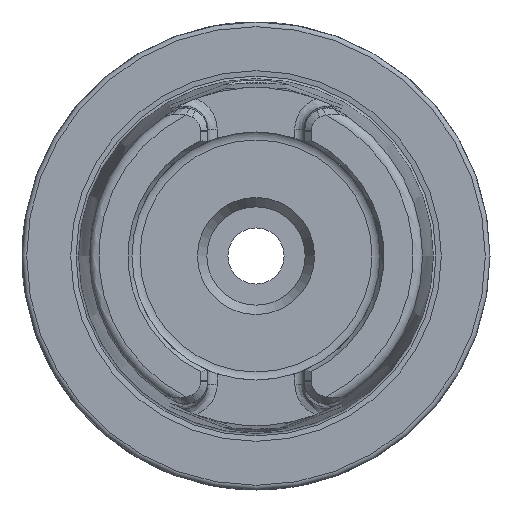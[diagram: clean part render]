
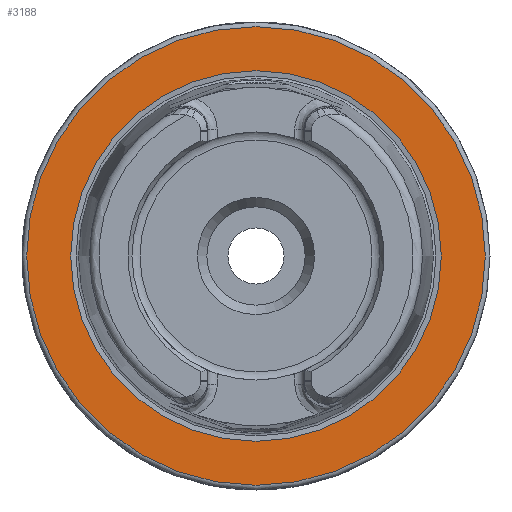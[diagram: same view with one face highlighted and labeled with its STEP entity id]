
A CAD part, left-side view. The second image highlights one B-rep face of the part: STEP entity #3188.
In plain terms, the highlighted planar face has unit normal (-1, 0, 0).
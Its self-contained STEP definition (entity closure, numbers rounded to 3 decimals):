
#130=FACE_BOUND('',#1023,.T.);
#321=PLANE('',#3494);
#838=FACE_OUTER_BOUND('',#1022,.T.);
#1022=EDGE_LOOP('',(#2969,#2970));
#1023=EDGE_LOOP('',(#2971,#2972));
#1184=CIRCLE('',#3492,39.587);
#1185=CIRCLE('',#3493,39.587);
#1186=CIRCLE('',#3495,49.);
#1187=CIRCLE('',#3496,49.);
#1517=VERTEX_POINT('',#8732);
#1518=VERTEX_POINT('',#8734);
#1519=VERTEX_POINT('',#8738);
#1520=VERTEX_POINT('',#8739);
#2005=EDGE_CURVE('',#1518,#1517,#1184,.T.);
#2006=EDGE_CURVE('',#1517,#1518,#1185,.T.);
#2007=EDGE_CURVE('',#1519,#1520,#1186,.T.);
#2008=EDGE_CURVE('',#1520,#1519,#1187,.T.);
#2969=ORIENTED_EDGE('',*,*,#2007,.F.);
#2970=ORIENTED_EDGE('',*,*,#2008,.F.);
#2971=ORIENTED_EDGE('',*,*,#2005,.T.);
#2972=ORIENTED_EDGE('',*,*,#2006,.T.);
#3188=ADVANCED_FACE('',(#838,#130),#321,.T.);
#3492=AXIS2_PLACEMENT_3D('',#8735,#4230,#4231);
#3493=AXIS2_PLACEMENT_3D('',#8736,#4232,#4233);
#3494=AXIS2_PLACEMENT_3D('',#8737,#4234,#4235);
#3495=AXIS2_PLACEMENT_3D('',#8740,#4236,#4237);
#3496=AXIS2_PLACEMENT_3D('',#8741,#4238,#4239);
#4230=DIRECTION('center_axis',(1.,0.,0.));
#4231=DIRECTION('ref_axis',(0.,0.,-1.));
#4232=DIRECTION('center_axis',(1.,0.,0.));
#4233=DIRECTION('ref_axis',(0.,0.,-1.));
#4234=DIRECTION('center_axis',(-1.,0.,0.));
#4235=DIRECTION('ref_axis',(0.,0.,1.));
#4236=DIRECTION('center_axis',(1.,0.,0.));
#4237=DIRECTION('ref_axis',(0.,0.,-1.));
#4238=DIRECTION('center_axis',(1.,0.,0.));
#4239=DIRECTION('ref_axis',(0.,0.,-1.));
#8732=CARTESIAN_POINT('',(0.,-39.587,0.));
#8734=CARTESIAN_POINT('',(0.,39.587,0.));
#8735=CARTESIAN_POINT('Origin',(0.,0.,0.));
#8736=CARTESIAN_POINT('Origin',(0.,0.,0.));
#8737=CARTESIAN_POINT('Origin',(0.,49.,
0.));
#8738=CARTESIAN_POINT('',(0.,49.,0.));
#8739=CARTESIAN_POINT('',(0.,0.,49.));
#8740=CARTESIAN_POINT('Origin',(0.,0.,0.));
#8741=CARTESIAN_POINT('Origin',(0.,0.,0.));
